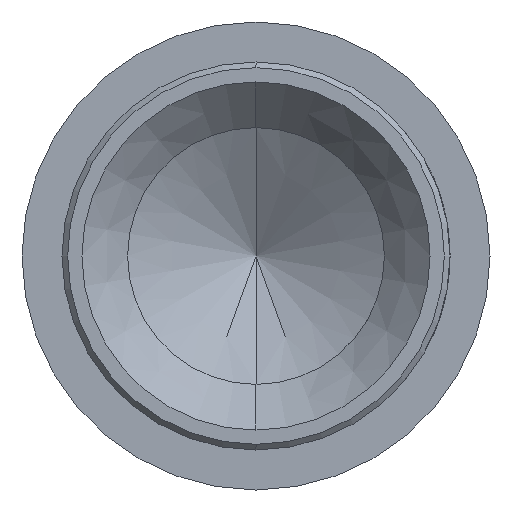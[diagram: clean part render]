
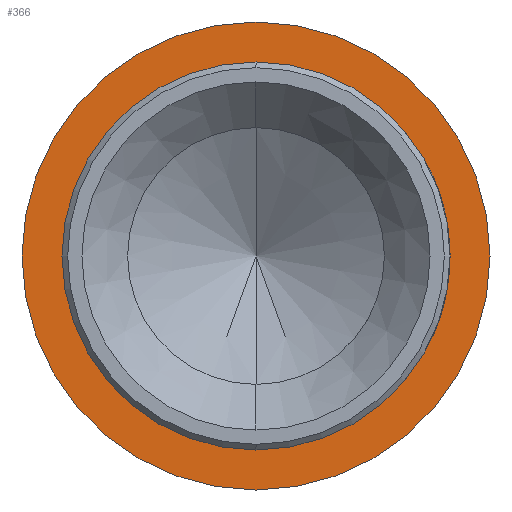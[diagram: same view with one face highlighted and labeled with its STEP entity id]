
A CAD part, left-side view. The second image highlights one B-rep face of the part: STEP entity #366.
In plain terms, the highlighted planar face has unit normal (-1, 0, 0).
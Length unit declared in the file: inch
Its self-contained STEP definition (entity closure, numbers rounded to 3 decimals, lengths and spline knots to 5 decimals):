
#6 = DIRECTION ( 'NONE',  ( 0., 0., 1. ) ) ;
#10 = EDGE_CURVE ( 'NONE', #157, #158, #274, .T. ) ;
#33 = EDGE_CURVE ( 'NONE', #224, #621, #195, .T. ) ;
#45 = CARTESIAN_POINT ( 'NONE',  ( 0.193, 0., 0. ) ) ;
#51 = ORIENTED_EDGE ( 'NONE', *, *, #252, .T. ) ;
#74 = ORIENTED_EDGE ( 'NONE', *, *, #291, .F. ) ;
#79 = CARTESIAN_POINT ( 'NONE',  ( 0.193, 0., -0.034 ) ) ;
#82 = FACE_OUTER_BOUND ( 'NONE', #525, .T. ) ;
#137 = CARTESIAN_POINT ( 'NONE',  ( 0.193, 0., 0. ) ) ;
#140 = AXIS2_PLACEMENT_3D ( 'NONE', #491, #486, #680 ) ;
#151 = CARTESIAN_POINT ( 'NONE',  ( 0.193, 0., 0. ) ) ;
#157 = VERTEX_POINT ( 'NONE', #79 ) ;
#158 = VERTEX_POINT ( 'NONE', #781 ) ;
#159 = AXIS2_PLACEMENT_3D ( 'NONE', #45, #188, #815 ) ;
#188 = DIRECTION ( 'NONE',  ( -1., 0., 0. ) ) ;
#195 = CIRCLE ( 'NONE', #218, 0.041 ) ;
#212 = DIRECTION ( 'NONE',  ( -1., 0., 0. ) ) ;
#218 = AXIS2_PLACEMENT_3D ( 'NONE', #137, #764, #6 ) ;
#224 = VERTEX_POINT ( 'NONE', #710 ) ;
#252 = EDGE_CURVE ( 'NONE', #621, #224, #669, .T. ) ;
#274 = CIRCLE ( 'NONE', #159, 0.034 ) ;
#291 = EDGE_CURVE ( 'NONE', #158, #157, #809, .T. ) ;
#359 = DIRECTION ( 'NONE',  ( -1., 0., 0. ) ) ;
#362 = DIRECTION ( 'NONE',  ( 0., 0., 1. ) ) ;
#366 = ADVANCED_FACE ( 'NONE', ( #392, #82 ), #803, .F. ) ;
#377 = ORIENTED_EDGE ( 'NONE', *, *, #33, .T. ) ;
#392 = FACE_BOUND ( 'NONE', #416, .T. ) ;
#416 = EDGE_LOOP ( 'NONE', ( #74, #786 ) ) ;
#486 = DIRECTION ( 'NONE',  ( 1., 0., 0. ) ) ;
#491 = CARTESIAN_POINT ( 'NONE',  ( 0.193, 0., -0.034 ) ) ;
#520 = AXIS2_PLACEMENT_3D ( 'NONE', #151, #212, #661 ) ;
#525 = EDGE_LOOP ( 'NONE', ( #377, #51 ) ) ;
#563 = AXIS2_PLACEMENT_3D ( 'NONE', #733, #359, #362 ) ;
#584 = CARTESIAN_POINT ( 'NONE',  ( 0.193, 0., -0.041 ) ) ;
#621 = VERTEX_POINT ( 'NONE', #584 ) ;
#661 = DIRECTION ( 'NONE',  ( 0., 0., 1. ) ) ;
#669 = CIRCLE ( 'NONE', #520, 0.041 ) ;
#680 = DIRECTION ( 'NONE',  ( 0., 0., -1. ) ) ;
#710 = CARTESIAN_POINT ( 'NONE',  ( 0.193, 0., 0.041 ) ) ;
#733 = CARTESIAN_POINT ( 'NONE',  ( 0.193, 0., 0. ) ) ;
#764 = DIRECTION ( 'NONE',  ( -1., 0., 0. ) ) ;
#781 = CARTESIAN_POINT ( 'NONE',  ( 0.193, 0., 0.034 ) ) ;
#786 = ORIENTED_EDGE ( 'NONE', *, *, #10, .F. ) ;
#803 = PLANE ( 'NONE',  #140 ) ;
#809 = CIRCLE ( 'NONE', #563, 0.034 ) ;
#815 = DIRECTION ( 'NONE',  ( 0., 0., 1. ) ) ;
